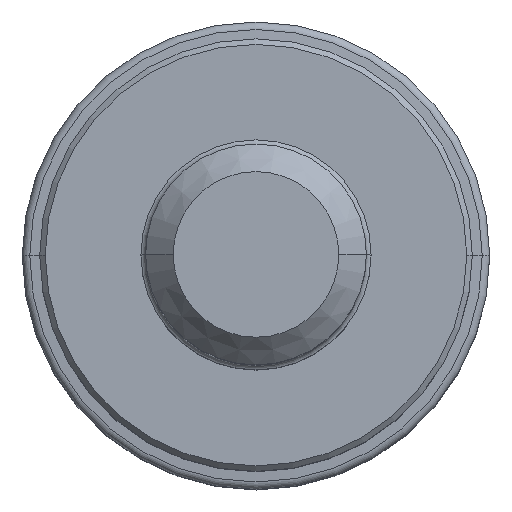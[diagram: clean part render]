
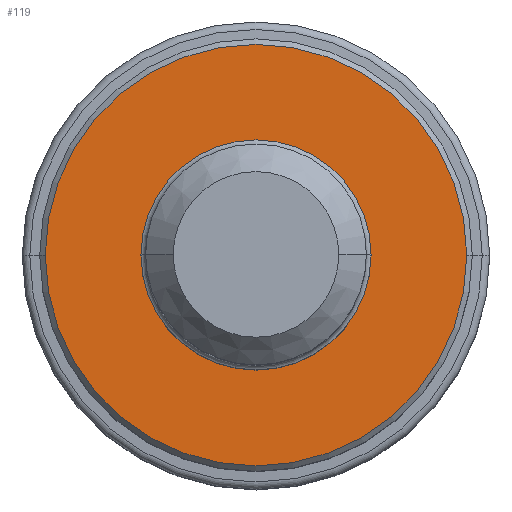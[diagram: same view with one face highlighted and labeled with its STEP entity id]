
A CAD part, top view. The second image highlights one B-rep face of the part: STEP entity #119.
In plain terms, the highlighted planar face has unit normal (0, 0, 1).
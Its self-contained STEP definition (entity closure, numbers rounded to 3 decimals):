
#62=PLANE('',#1228);
#69=FACE_BOUND('',#282,.T.);
#70=FACE_BOUND('',#283,.T.);
#119=ADVANCED_FACE('',(#69,#70),#62,.F.);
#282=EDGE_LOOP('',(#434,#435));
#283=EDGE_LOOP('',(#436,#437));
#434=ORIENTED_EDGE('',*,*,#730,.T.);
#435=ORIENTED_EDGE('',*,*,#731,.T.);
#436=ORIENTED_EDGE('',*,*,#732,.T.);
#437=ORIENTED_EDGE('',*,*,#733,.T.);
#632=VERTEX_POINT('',#1993);
#633=VERTEX_POINT('',#1994);
#634=VERTEX_POINT('',#1997);
#635=VERTEX_POINT('',#1998);
#730=EDGE_CURVE('',#632,#633,#872,.T.);
#731=EDGE_CURVE('',#633,#632,#873,.T.);
#732=EDGE_CURVE('',#634,#635,#874,.T.);
#733=EDGE_CURVE('',#635,#634,#875,.T.);
#872=CIRCLE('',#1224,11.45);
#873=CIRCLE('',#1225,11.45);
#874=CIRCLE('',#1226,6.25);
#875=CIRCLE('',#1227,6.25);
#1224=AXIS2_PLACEMENT_3D('',#1992,#1510,#1511);
#1225=AXIS2_PLACEMENT_3D('',#1995,#1512,#1513);
#1226=AXIS2_PLACEMENT_3D('',#1996,#1514,#1515);
#1227=AXIS2_PLACEMENT_3D('',#1999,#1516,#1517);
#1228=AXIS2_PLACEMENT_3D('',#2000,#1518,#1519);
#1510=DIRECTION('',(0.,0.,1.));
#1511=DIRECTION('',(-1.,0.,0.));
#1512=DIRECTION('',(0.,0.,1.));
#1513=DIRECTION('',(1.,0.,0.));
#1514=DIRECTION('',(0.,0.,-1.));
#1515=DIRECTION('',(1.,0.,0.));
#1516=DIRECTION('',(0.,0.,-1.));
#1517=DIRECTION('',(-1.,0.,0.));
#1518=DIRECTION('',(0.,0.,-1.));
#1519=DIRECTION('',(1.,0.,0.));
#1992=CARTESIAN_POINT('',(0.,0.,0.));
#1993=CARTESIAN_POINT('',(-11.45,0.,0.));
#1994=CARTESIAN_POINT('',(11.45,0.,0.));
#1995=CARTESIAN_POINT('',(0.,0.,0.));
#1996=CARTESIAN_POINT('',(0.,0.,0.));
#1997=CARTESIAN_POINT('',(6.25,0.,0.));
#1998=CARTESIAN_POINT('',(-6.25,0.,0.));
#1999=CARTESIAN_POINT('',(0.,0.,0.));
#2000=CARTESIAN_POINT('',(0.,0.,0.));
